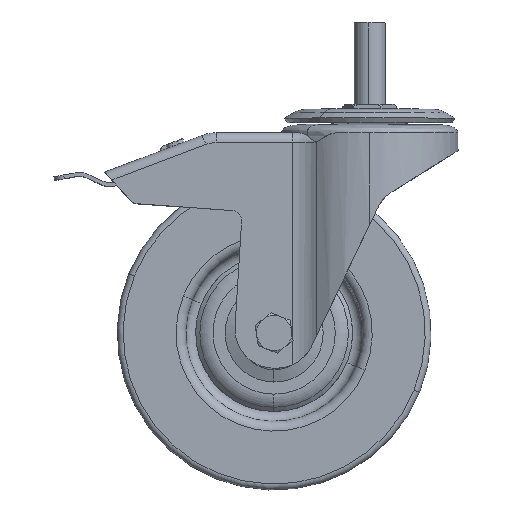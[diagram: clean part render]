
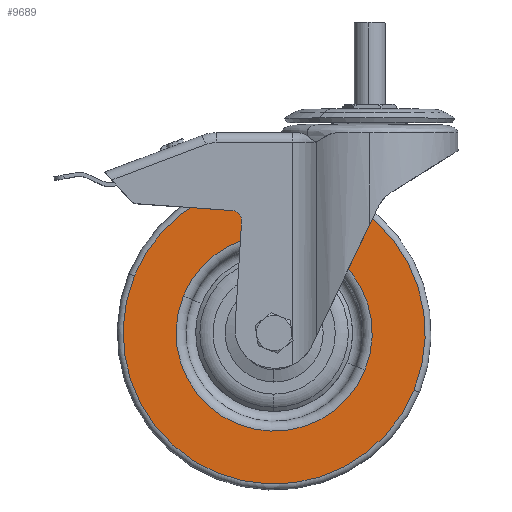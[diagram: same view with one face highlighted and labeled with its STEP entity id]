
A CAD part, top view. The second image highlights one B-rep face of the part: STEP entity #9689.
In plain terms, the highlighted planar face has unit normal (0, 0, 1).
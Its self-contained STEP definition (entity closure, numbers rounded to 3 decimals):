
#492 = DIRECTION ( 'NONE',  ( 1., 0., 0. ) ) ;
#1215 = VERTEX_POINT ( 'NONE', #12137 ) ;
#1472 = DIRECTION ( 'NONE',  ( 0., 0., -1. ) ) ;
#1633 = ORIENTED_EDGE ( 'NONE', *, *, #2345, .T. ) ;
#1811 = CIRCLE ( 'NONE', #4943, 50. ) ;
#2180 = ORIENTED_EDGE ( 'NONE', *, *, #13089, .T. ) ;
#2345 = EDGE_CURVE ( 'NONE', #13132, #1215, #1811, .T. ) ;
#2714 = CARTESIAN_POINT ( 'NONE',  ( 0., 0., 19. ) ) ;
#2962 = EDGE_CURVE ( 'NONE', #12095, #4170, #3610, .T. ) ;
#3610 = CIRCLE ( 'NONE', #6670, 77. ) ;
#3927 = FACE_BOUND ( 'NONE', #5013, .T. ) ;
#4170 = VERTEX_POINT ( 'NONE', #11397 ) ;
#4691 = DIRECTION ( 'NONE',  ( 0., 0., 1. ) ) ;
#4943 = AXIS2_PLACEMENT_3D ( 'NONE', #8689, #1472, #7579 ) ;
#5013 = EDGE_LOOP ( 'NONE', ( #2180, #1633 ) ) ;
#5101 = DIRECTION ( 'NONE',  ( 0., 0., 1. ) ) ;
#5193 = EDGE_LOOP ( 'NONE', ( #7535, #6221 ) ) ;
#5261 = CARTESIAN_POINT ( 'NONE',  ( -77., 0., 19. ) ) ;
#5583 = DIRECTION ( 'NONE',  ( 0., 0., 1. ) ) ;
#6221 = ORIENTED_EDGE ( 'NONE', *, *, #2962, .T. ) ;
#6304 = DIRECTION ( 'NONE',  ( 0., 0., -1. ) ) ;
#6670 = AXIS2_PLACEMENT_3D ( 'NONE', #2714, #4691, #13123 ) ;
#6672 = CARTESIAN_POINT ( 'NONE',  ( 0., 0., 19. ) ) ;
#7362 = DIRECTION ( 'NONE',  ( 1., 0., 0. ) ) ;
#7535 = ORIENTED_EDGE ( 'NONE', *, *, #8044, .T. ) ;
#7579 = DIRECTION ( 'NONE',  ( 1., 0., 0. ) ) ;
#8044 = EDGE_CURVE ( 'NONE', #4170, #12095, #8641, .T. ) ;
#8165 = CIRCLE ( 'NONE', #8202, 50. ) ;
#8202 = AXIS2_PLACEMENT_3D ( 'NONE', #12538, #6304, #7362 ) ;
#8294 = CARTESIAN_POINT ( 'NONE',  ( 0., 0., 19. ) ) ;
#8641 = CIRCLE ( 'NONE', #13175, 77. ) ;
#8689 = CARTESIAN_POINT ( 'NONE',  ( 0., 0., 19. ) ) ;
#9037 = PLANE ( 'NONE',  #10615 ) ;
#9689 = ADVANCED_FACE ( 'NONE', ( #3927, #11888 ), #9037, .T. ) ;
#10393 = DIRECTION ( 'NONE',  ( 1., 0., 0. ) ) ;
#10615 = AXIS2_PLACEMENT_3D ( 'NONE', #8294, #5101, #10393 ) ;
#11397 = CARTESIAN_POINT ( 'NONE',  ( 77., 0., 19. ) ) ;
#11888 = FACE_OUTER_BOUND ( 'NONE', #5193, .T. ) ;
#12095 = VERTEX_POINT ( 'NONE', #5261 ) ;
#12137 = CARTESIAN_POINT ( 'NONE',  ( 50., 0., 19. ) ) ;
#12538 = CARTESIAN_POINT ( 'NONE',  ( 0., 0., 19. ) ) ;
#12819 = CARTESIAN_POINT ( 'NONE',  ( -50., 0., 19. ) ) ;
#13089 = EDGE_CURVE ( 'NONE', #1215, #13132, #8165, .T. ) ;
#13123 = DIRECTION ( 'NONE',  ( 1., 0., 0. ) ) ;
#13132 = VERTEX_POINT ( 'NONE', #12819 ) ;
#13175 = AXIS2_PLACEMENT_3D ( 'NONE', #6672, #5583, #492 ) ;
